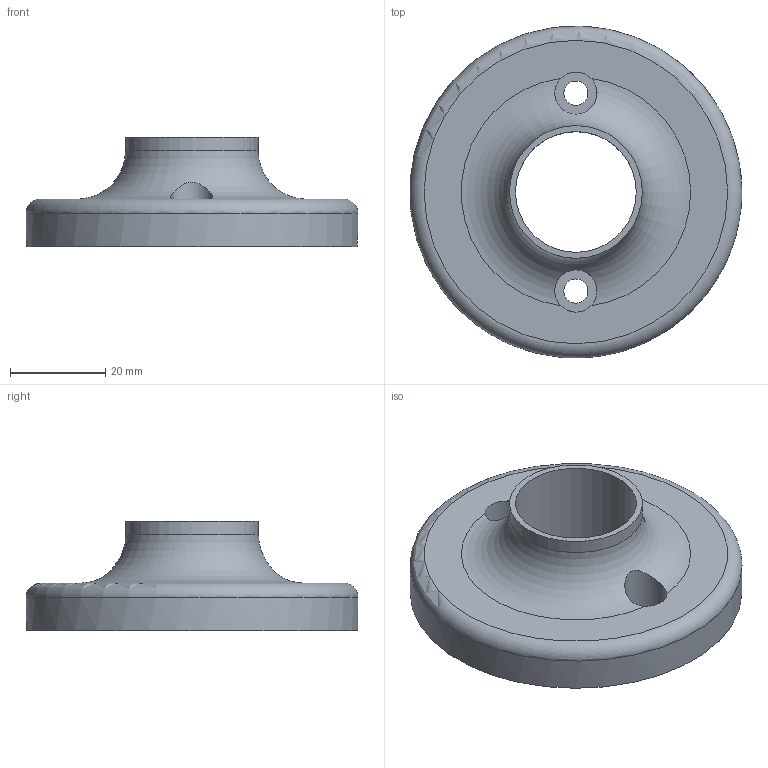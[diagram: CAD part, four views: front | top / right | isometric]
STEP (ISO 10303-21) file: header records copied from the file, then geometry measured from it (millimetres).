
FILE_DESCRIPTION(/* description */ ('STEP AP242','CAx-IF Rec.Pracs.---Representation and Presentation of Product Manufacturing Information (PMI)---4.0---2014-10-13','CAx-IF Rec.Pracs.---3D Tessellated Geometry---0.4---2014-09-14','2;1'),/* implementation_level */ '2;1');
FILE_NAME(/* name */ '6848faf657f05c3877b78b7d',/* time_stamp */ '2025-06-11T03:41:42Z',/* author */ (''),/* organization */ (''),/* preprocessor_version */ 'ST-DEVELOPER v20',/* originating_system */ 'ONSHAPE BY PTC INC, 1.199',/* authorisation */ ' ');
FILE_SCHEMA (('AP242_MANAGED_MODEL_BASED_3D_ENGINEERING_MIM_LF { 1 0 10303 442 1 1 4 }'));
Length unit declared in the file: metre
Products named in the file (1): Base
Bounding box: 69.81 x 69.79 x 23 mm (x, y, z)
Volume: 11298.7 mm3; surface area: 15865 mm2
Topology: 1 solids, 1 shells, 26 faces, 70 edges, 45 vertices
Faces by surface type: cylinder 14, plane 8, torus 4
Full cylindrical faces by diameter (mm): 5.08 x2, 8.89 x2, 11.43 x2, 25.4 x1, 27.94 x2, 67.31 x1, 69.85 x1
Entity records: 774 total; most frequent: CARTESIAN_POINT 181, DIRECTION 128, ORIENTED_EDGE 92, AXIS2_PLACEMENT_3D 61, EDGE_LOOP 50, FACE_BOUND 50, EDGE_CURVE 46, VERTEX_POINT 36
